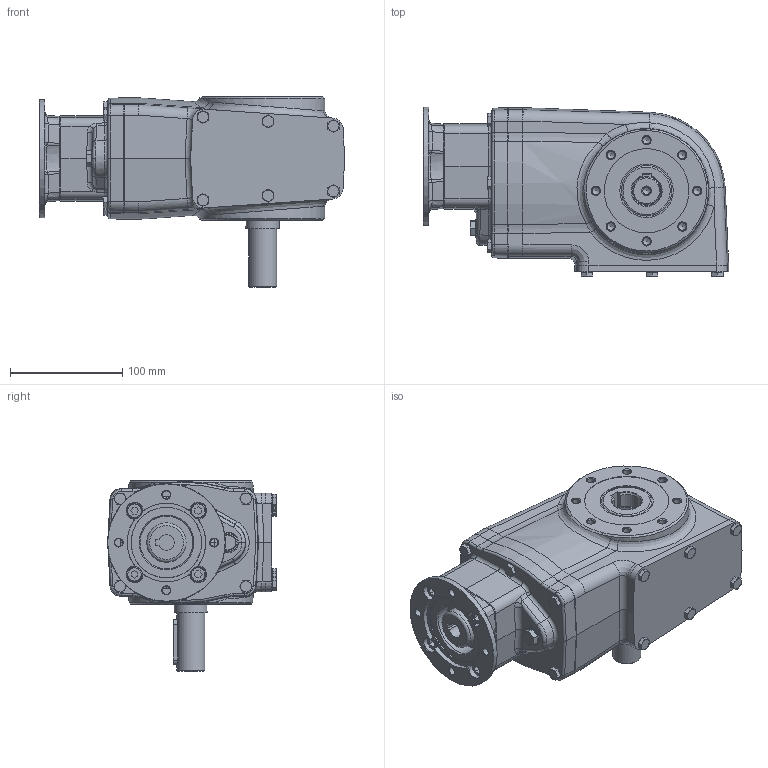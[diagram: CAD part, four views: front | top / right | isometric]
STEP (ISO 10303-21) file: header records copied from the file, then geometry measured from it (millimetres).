
FILE_DESCRIPTION( ( 'Unknown' ), '1' );
FILE_NAME( 'C05635E4B67FB85D6180D3445C5B3ABF.3d.stp', 'Unknown', ( 'Unknown' ), ( 'Unknown' ), 'PSStep 10.1', 'Unknown', ' ' );
FILE_SCHEMA( ( 'AUTOMOTIVE_DESIGN { 1 0 10303 214 1 1 1 1 }' ) );
Length unit declared in the file: millimetre
Products named in the file (1): X42N
Bounding box: 271.5 x 150.5 x 169.5 mm (x, y, z)
Volume: 3011174.1 mm3; surface area: 177326.7 mm2
Topology: 1 solids, 5 shells, 707 faces, 1686 edges, 1032 vertices
Faces by surface type: plane 249, cylinder 165, cone 159, bspline 84, torus 46, extrusion 4
Full cylindrical faces by diameter (mm): 6.647 x34, 7 x4, 8 x4, 8.9 x12, 9 x4, 13 x4, 14 x4, 16.662 x1, 18 x1, 23.7 x1, 25 x2, 29.5 x1, 35 x1, 47 x1, 47.5 x2, 75 x2, 105 x1
Entity records: 31446 total; most frequent: CARTESIAN_POINT 11261, ORIENTED_EDGE 2880, DIRECTION 2853, EDGE_CURVE 1440, AXIS2_PLACEMENT_3D 1168, VERTEX_POINT 971, EDGE_LOOP 943, FACE_OUTER_BOUND 821
